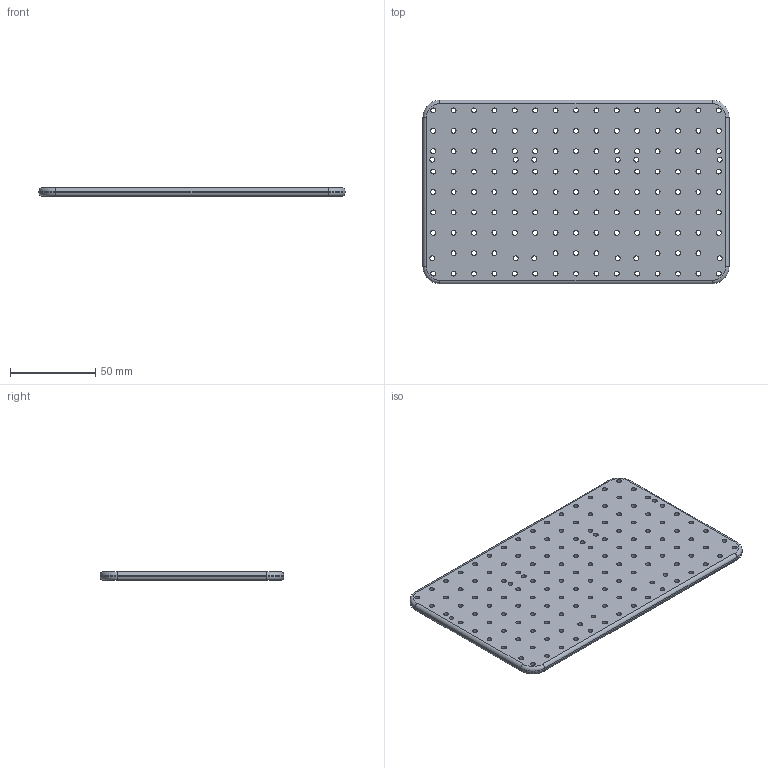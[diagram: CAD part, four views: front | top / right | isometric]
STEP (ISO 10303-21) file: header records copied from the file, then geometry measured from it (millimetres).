
FILE_DESCRIPTION(/* description */ (''),/* implementation_level */ '2;1');
FILE_NAME(/* name */ 'BasePlate.stp',/* time_stamp */ '2020-06-08T17:52:24+02:00',/* author */ ('jguck'),/* organization */ (''),/* preprocessor_version */ 'ST-DEVELOPER v17',/* originating_system */ 'Autodesk Inventor 2019',/* authorisation */ '');
FILE_SCHEMA (('AUTOMOTIVE_DESIGN { 1 0 10303 214 3 1 1 }'));
Length unit declared in the file: millimetre
Products named in the file (1): ArrangedPlate
Bounding box: 180 x 108 x 5 mm (x, y, z)
Volume: 91318.7 mm3; surface area: 45052.8 mm2
Topology: 1 solids, 1 shells, 167 faces, 479 edges, 314 vertices
Faces by surface type: cylinder 153, torus 8, plane 6
Full cylindrical faces by diameter (mm): 2.85 x141
Entity records: 6242 total; most frequent: DIRECTION 1129, CARTESIAN_POINT 961, ORIENTED_EDGE 958, AXIS2_PLACEMENT_3D 482, EDGE_CURVE 479, EDGE_LOOP 449, CIRCLE 314, VERTEX_POINT 314
